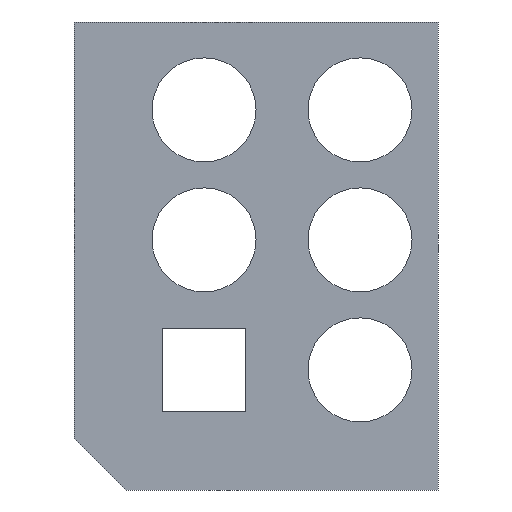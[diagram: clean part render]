
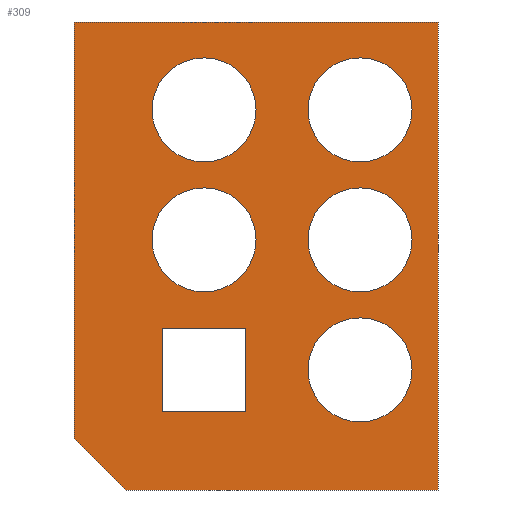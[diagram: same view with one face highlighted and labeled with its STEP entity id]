
A CAD part, front view. The second image highlights one B-rep face of the part: STEP entity #309.
In plain terms, the highlighted planar face has unit normal (0, -1, 0).
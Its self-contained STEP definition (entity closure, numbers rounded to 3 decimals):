
#20=FACE_BOUND('',#78,.T.);
#21=FACE_BOUND('',#79,.T.);
#22=FACE_BOUND('',#80,.T.);
#23=FACE_BOUND('',#81,.T.);
#24=FACE_BOUND('',#82,.T.);
#25=FACE_BOUND('',#83,.T.);
#32=CIRCLE('',#341,1.);
#34=CIRCLE('',#344,1.);
#36=CIRCLE('',#347,1.);
#38=CIRCLE('',#350,1.);
#40=CIRCLE('',#353,1.);
#56=FACE_OUTER_BOUND('',#77,.T.);
#77=EDGE_LOOP('',(#241,#242,#243,#244,#245));
#78=EDGE_LOOP('',(#246,#247,#248,#249));
#79=EDGE_LOOP('',(#250));
#80=EDGE_LOOP('',(#251));
#81=EDGE_LOOP('',(#252));
#82=EDGE_LOOP('',(#253));
#83=EDGE_LOOP('',(#254));
#96=LINE('',#447,#123);
#100=LINE('',#455,#127);
#103=LINE('',#461,#130);
#106=LINE('',#466,#133);
#108=LINE('',#496,#135);
#109=LINE('',#498,#136);
#110=LINE('',#500,#137);
#111=LINE('',#502,#138);
#112=LINE('',#503,#139);
#123=VECTOR('',#366,10.);
#127=VECTOR('',#372,10.);
#130=VECTOR('',#377,10.);
#133=VECTOR('',#382,10.);
#135=VECTOR('',#416,10.);
#136=VECTOR('',#417,10.);
#137=VECTOR('',#418,10.);
#138=VECTOR('',#419,10.);
#139=VECTOR('',#420,10.);
#150=VERTEX_POINT('',#445);
#151=VERTEX_POINT('',#446);
#154=VERTEX_POINT('',#454);
#156=VERTEX_POINT('',#460);
#158=VERTEX_POINT('',#469);
#160=VERTEX_POINT('',#474);
#162=VERTEX_POINT('',#479);
#164=VERTEX_POINT('',#484);
#166=VERTEX_POINT('',#489);
#168=VERTEX_POINT('',#494);
#169=VERTEX_POINT('',#495);
#170=VERTEX_POINT('',#497);
#171=VERTEX_POINT('',#499);
#172=VERTEX_POINT('',#501);
#178=EDGE_CURVE('',#150,#151,#96,.T.);
#182=EDGE_CURVE('',#151,#154,#100,.T.);
#185=EDGE_CURVE('',#154,#156,#103,.T.);
#188=EDGE_CURVE('',#156,#150,#106,.T.);
#190=EDGE_CURVE('',#158,#158,#32,.T.);
#192=EDGE_CURVE('',#160,#160,#34,.T.);
#194=EDGE_CURVE('',#162,#162,#36,.T.);
#196=EDGE_CURVE('',#164,#164,#38,.T.);
#198=EDGE_CURVE('',#166,#166,#40,.T.);
#200=EDGE_CURVE('',#168,#169,#108,.T.);
#201=EDGE_CURVE('',#169,#170,#109,.T.);
#202=EDGE_CURVE('',#170,#171,#110,.T.);
#203=EDGE_CURVE('',#171,#172,#111,.T.);
#204=EDGE_CURVE('',#172,#168,#112,.T.);
#241=ORIENTED_EDGE('',*,*,#200,.T.);
#242=ORIENTED_EDGE('',*,*,#201,.T.);
#243=ORIENTED_EDGE('',*,*,#202,.T.);
#244=ORIENTED_EDGE('',*,*,#203,.T.);
#245=ORIENTED_EDGE('',*,*,#204,.T.);
#246=ORIENTED_EDGE('',*,*,#185,.T.);
#247=ORIENTED_EDGE('',*,*,#188,.T.);
#248=ORIENTED_EDGE('',*,*,#178,.T.);
#249=ORIENTED_EDGE('',*,*,#182,.T.);
#250=ORIENTED_EDGE('',*,*,#190,.T.);
#251=ORIENTED_EDGE('',*,*,#192,.T.);
#252=ORIENTED_EDGE('',*,*,#194,.T.);
#253=ORIENTED_EDGE('',*,*,#196,.T.);
#254=ORIENTED_EDGE('',*,*,#198,.T.);
#293=PLANE('',#355);
#309=ADVANCED_FACE('',(#56,#20,#21,#22,#23,#24,#25),#293,.T.);
#341=AXIS2_PLACEMENT_3D('',#470,#386,#387);
#344=AXIS2_PLACEMENT_3D('',#475,#392,#393);
#347=AXIS2_PLACEMENT_3D('',#480,#398,#399);
#350=AXIS2_PLACEMENT_3D('',#485,#404,#405);
#353=AXIS2_PLACEMENT_3D('',#490,#410,#411);
#355=AXIS2_PLACEMENT_3D('',#493,#414,#415);
#366=DIRECTION('',(0.,0.,-1.));
#372=DIRECTION('',(-1.,0.,0.));
#377=DIRECTION('',(0.,0.,1.));
#382=DIRECTION('',(1.,0.,0.));
#386=DIRECTION('center_axis',(0.,1.,0.));
#387=DIRECTION('ref_axis',(-1.,0.,0.));
#392=DIRECTION('center_axis',(0.,1.,0.));
#393=DIRECTION('ref_axis',(-1.,0.,0.));
#398=DIRECTION('center_axis',(0.,1.,0.));
#399=DIRECTION('ref_axis',(-1.,0.,0.));
#404=DIRECTION('center_axis',(0.,1.,0.));
#405=DIRECTION('ref_axis',(-1.,0.,0.));
#410=DIRECTION('center_axis',(0.,1.,0.));
#411=DIRECTION('ref_axis',(-1.,0.,0.));
#414=DIRECTION('center_axis',(0.,-1.,0.));
#415=DIRECTION('ref_axis',(0.,0.,-1.));
#416=DIRECTION('',(-1.,0.,0.));
#417=DIRECTION('',(0.,0.,-1.));
#418=DIRECTION('',(0.707,0.,-0.707));
#419=DIRECTION('',(1.,0.,0.));
#420=DIRECTION('',(0.,0.,1.));
#445=CARTESIAN_POINT('',(3.301,-1.,-5.89));
#446=CARTESIAN_POINT('',(3.301,-1.,-7.49));
#447=CARTESIAN_POINT('',(3.301,-1.,-5.15));
#454=CARTESIAN_POINT('',(1.701,-1.,-7.49));
#455=CARTESIAN_POINT('',(3.436,-1.,-7.49));
#460=CARTESIAN_POINT('',(1.701,-1.,-5.89));
#461=CARTESIAN_POINT('',(1.701,-1.,-5.95));
#466=CARTESIAN_POINT('',(2.636,-1.,-5.89));
#469=CARTESIAN_POINT('',(3.501,-1.,-4.19));
#470=CARTESIAN_POINT('Origin',(2.501,-1.,-4.19));
#474=CARTESIAN_POINT('',(3.501,-1.,-1.69));
#475=CARTESIAN_POINT('Origin',(2.501,-1.,-1.69));
#479=CARTESIAN_POINT('',(6.501,-1.,-6.69));
#480=CARTESIAN_POINT('Origin',(5.501,-1.,-6.69));
#484=CARTESIAN_POINT('',(6.501,-1.,-4.19));
#485=CARTESIAN_POINT('Origin',(5.501,-1.,-4.19));
#489=CARTESIAN_POINT('',(6.501,-1.,-1.69));
#490=CARTESIAN_POINT('Origin',(5.501,-1.,-1.69));
#493=CARTESIAN_POINT('Origin',(3.572,-1.,-4.409));
#494=CARTESIAN_POINT('',(7.,-1.,0.));
#495=CARTESIAN_POINT('',(0.,-1.,0.));
#496=CARTESIAN_POINT('',(0.,-1.,0.));
#497=CARTESIAN_POINT('',(0.,-1.,-8.));
#498=CARTESIAN_POINT('',(0.,-1.,-8.));
#499=CARTESIAN_POINT('',(1.,-1.,-9.));
#500=CARTESIAN_POINT('',(1.,-1.,-9.));
#501=CARTESIAN_POINT('',(7.,-1.,-9.));
#502=CARTESIAN_POINT('',(7.,-1.,-9.));
#503=CARTESIAN_POINT('',(7.,-1.,0.));
